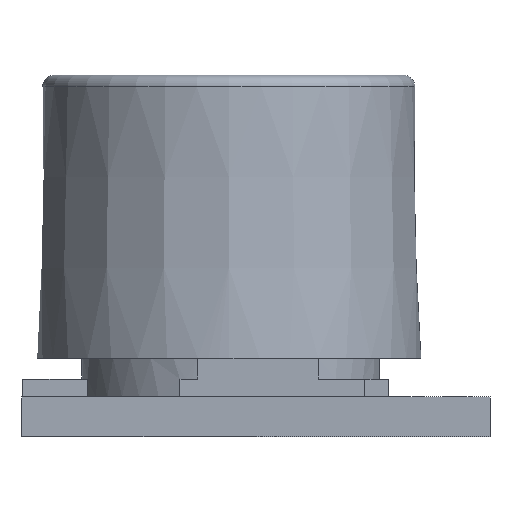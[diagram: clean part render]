
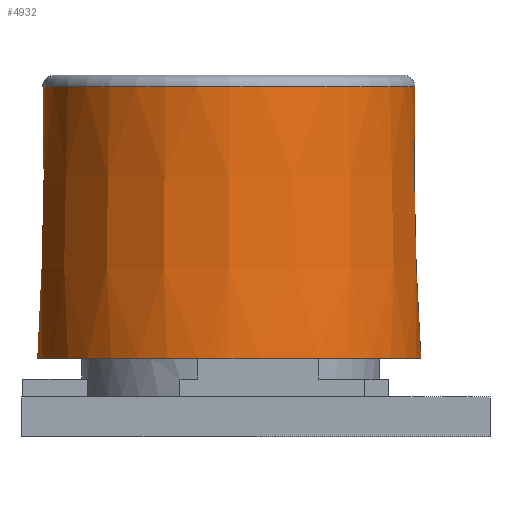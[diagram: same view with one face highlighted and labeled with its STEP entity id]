
A CAD part, left-side view. The second image highlights one B-rep face of the part: STEP entity #4932.
In plain terms, the highlighted conical face has half-angle 1.3 degrees and reference radius 8.191 mm.
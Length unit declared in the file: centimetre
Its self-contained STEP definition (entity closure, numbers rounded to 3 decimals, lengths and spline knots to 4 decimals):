
#14=CONICAL_SURFACE('',#5230,0.8192,0.023);
#867=FACE_OUTER_BOUND('',#1167,.T.);
#1167=EDGE_LOOP('',(#4595,#4596,#4597,#4598,#4599,#4600,#4601,#4602,#4603));
#1605=LINE('',#8272,#2040);
#2040=VECTOR('',#6198,0.8192);
#2144=CIRCLE('',#5214,0.8192);
#2145=CIRCLE('',#5215,0.8192);
#2146=CIRCLE('',#5218,0.8192);
#2147=CIRCLE('',#5221,0.8192);
#2149=CIRCLE('',#5225,0.7929);
#2153=CIRCLE('',#5229,0.7929);
#2154=CIRCLE('',#5231,0.8192);
#2604=VERTEX_POINT('',#8213);
#2608=VERTEX_POINT('',#8225);
#2611=VERTEX_POINT('',#8233);
#2614=VERTEX_POINT('',#8241);
#2616=VERTEX_POINT('',#8247);
#2617=VERTEX_POINT('',#8261);
#2618=VERTEX_POINT('',#8262);
#3276=EDGE_CURVE('',#2611,#2616,#2144,.T.);
#3278=EDGE_CURVE('',#2616,#2614,#2145,.T.);
#3279=EDGE_CURVE('',#2608,#2604,#2146,.T.);
#3281=EDGE_CURVE('',#2604,#2611,#2147,.T.);
#3283=EDGE_CURVE('',#2617,#2618,#2149,.T.);
#3287=EDGE_CURVE('',#2618,#2617,#2153,.T.);
#3288=EDGE_CURVE('',#2614,#2608,#2154,.T.);
#3289=EDGE_CURVE('',#2616,#2618,#1605,.T.);
#4595=ORIENTED_EDGE('',*,*,#3288,.T.);
#4596=ORIENTED_EDGE('',*,*,#3279,.T.);
#4597=ORIENTED_EDGE('',*,*,#3281,.T.);
#4598=ORIENTED_EDGE('',*,*,#3276,.T.);
#4599=ORIENTED_EDGE('',*,*,#3289,.T.);
#4600=ORIENTED_EDGE('',*,*,#3283,.F.);
#4601=ORIENTED_EDGE('',*,*,#3287,.F.);
#4602=ORIENTED_EDGE('',*,*,#3289,.F.);
#4603=ORIENTED_EDGE('',*,*,#3278,.T.);
#4932=ADVANCED_FACE('',(#867),#14,.T.);
#5214=AXIS2_PLACEMENT_3D('',#8248,#6160,#6161);
#5215=AXIS2_PLACEMENT_3D('',#8250,#6163,#6164);
#5218=AXIS2_PLACEMENT_3D('',#8253,#6169,#6170);
#5221=AXIS2_PLACEMENT_3D('',#8257,#6176,#6177);
#5225=AXIS2_PLACEMENT_3D('',#8263,#6184,#6185);
#5229=AXIS2_PLACEMENT_3D('',#8269,#6192,#6193);
#5230=AXIS2_PLACEMENT_3D('',#8270,#6194,#6195);
#5231=AXIS2_PLACEMENT_3D('',#8271,#6196,#6197);
#6160=DIRECTION('center_axis',(0.,0.,1.));
#6161=DIRECTION('ref_axis',(1.,0.,0.));
#6163=DIRECTION('center_axis',(0.,0.,1.));
#6164=DIRECTION('ref_axis',(1.,0.,0.));
#6169=DIRECTION('center_axis',(0.,0.,1.));
#6170=DIRECTION('ref_axis',(1.,0.,0.));
#6176=DIRECTION('center_axis',(0.,0.,1.));
#6177=DIRECTION('ref_axis',(1.,0.,0.));
#6184=DIRECTION('center_axis',(0.,0.,1.));
#6185=DIRECTION('ref_axis',(-1.,0.,0.));
#6192=DIRECTION('center_axis',(0.,0.,1.));
#6193=DIRECTION('ref_axis',(-1.,0.,0.));
#6194=DIRECTION('center_axis',(0.,0.,-1.));
#6195=DIRECTION('ref_axis',(1.,0.,0.));
#6196=DIRECTION('center_axis',(0.,0.,1.));
#6197=DIRECTION('ref_axis',(1.,0.,0.));
#6198=DIRECTION('',(0.023,0.,1.));
#8213=CARTESIAN_POINT('',(1.6655,1.7145,0.3353));
#8225=CARTESIAN_POINT('',(1.9243,1.2014,0.3353));
#8233=CARTESIAN_POINT('',(0.3015,1.2446,0.3353));
#8241=CARTESIAN_POINT('',(0.3848,0.7315,0.3353));
#8247=CARTESIAN_POINT('',(0.2908,1.1125,0.3353));
#8248=CARTESIAN_POINT('Origin',(1.11,1.1125,0.3353));
#8250=CARTESIAN_POINT('Origin',(1.11,1.1125,0.3353));
#8253=CARTESIAN_POINT('Origin',(1.11,1.1125,0.3353));
#8257=CARTESIAN_POINT('Origin',(1.11,1.1125,0.3353));
#8261=CARTESIAN_POINT('',(1.9029,1.1125,1.4921));
#8262=CARTESIAN_POINT('',(0.3171,1.1125,1.4921));
#8263=CARTESIAN_POINT('Origin',(1.11,1.1125,1.4921));
#8269=CARTESIAN_POINT('Origin',(1.11,1.1125,1.4921));
#8270=CARTESIAN_POINT('Origin',(1.11,1.1125,0.3353));
#8271=CARTESIAN_POINT('Origin',(1.11,1.1125,0.3353));
#8272=CARTESIAN_POINT('',(0.2908,1.1125,0.3353));
